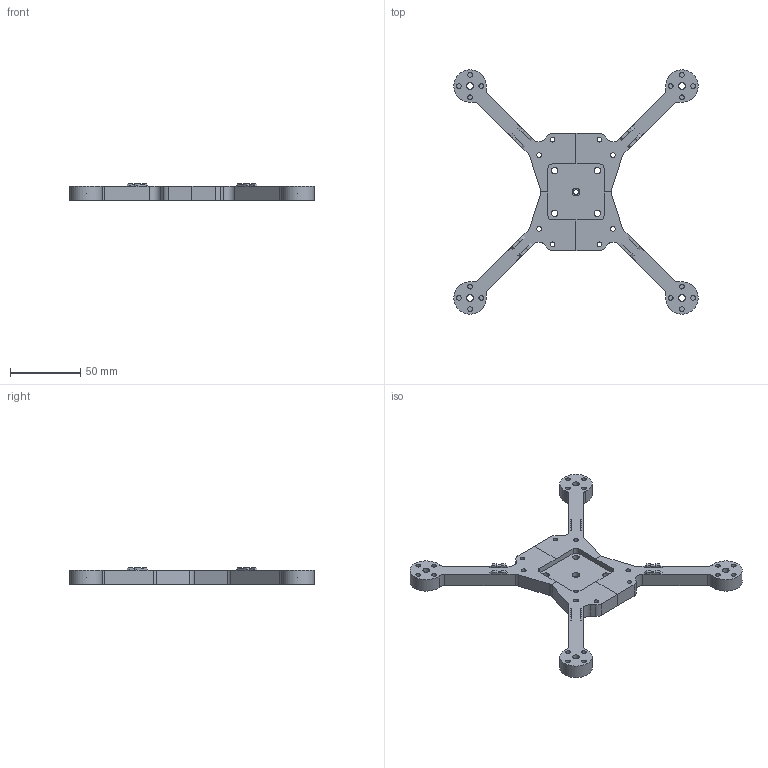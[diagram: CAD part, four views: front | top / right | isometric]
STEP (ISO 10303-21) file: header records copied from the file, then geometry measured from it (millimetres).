
FILE_DESCRIPTION(('FreeCAD Model'),'2;1');
FILE_NAME('Open CASCADE Shape Model','2025-01-04T13:13:28',(''),(''), 'Open CASCADE STEP processor 7.8','FreeCAD','Unknown');
FILE_SCHEMA(('AUTOMOTIVE_DESIGN { 1 0 10303 214 1 1 1 1 }'));
Length unit declared in the file: millimetre
Products named in the file (1): Bottom
Bounding box: 174.52 x 174.52 x 12 mm (x, y, z)
Volume: 74973.6 mm3; surface area: 30778.3 mm2
Topology: 1 solids, 1 shells, 333 faces, 773 edges, 506 vertices
Faces by surface type: plane 250, cylinder 67, cone 16
Full cylindrical faces by diameter (mm): 3.3 x24, 4.7 x8, 5.6 x1
Entity records: 19942 total; most frequent: CARTESIAN_POINT 4059, DIRECTION 2999, LINE 1835, VECTOR 1835, ORIENTED_EDGE 1546, PCURVE 1546, DEFINITIONAL_REPRESENTATION 1546, EDGE_CURVE 773
